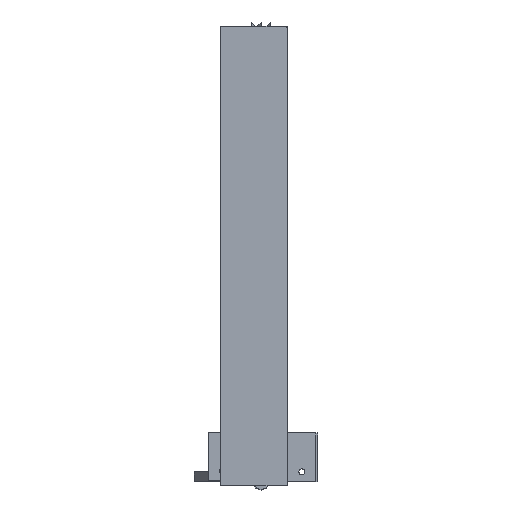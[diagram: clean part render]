
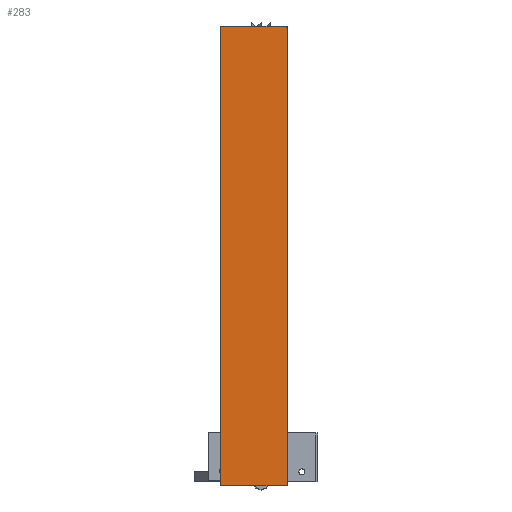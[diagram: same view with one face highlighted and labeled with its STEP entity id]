
A CAD part, left-side view. The second image highlights one B-rep face of the part: STEP entity #283.
In plain terms, the highlighted face is planar.
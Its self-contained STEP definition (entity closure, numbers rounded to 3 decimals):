
#283 = ADVANCED_FACE( '', ( #613 ), #614, .F. );
#613 = FACE_OUTER_BOUND( '', #1176, .T. );
#614 = PLANE( '', #1177 );
#1176 = EDGE_LOOP( '', ( #1744, #1745, #1746, #1747 ) );
#1177 = AXIS2_PLACEMENT_3D( '', #1748, #1749, #1750 );
#1744 = ORIENTED_EDGE( '', *, *, #2554, .F. );
#1745 = ORIENTED_EDGE( '', *, *, #2555, .F. );
#1746 = ORIENTED_EDGE( '', *, *, #2556, .F. );
#1747 = ORIENTED_EDGE( '', *, *, #2557, .F. );
#1748 = CARTESIAN_POINT( '', ( 0., 20., 0. ) );
#1749 = DIRECTION( '', ( 0., -1., 0. ) );
#1750 = DIRECTION( '', ( 0., 0., -1. ) );
#2554 = EDGE_CURVE( '', #2879, #2880, #2881, .T. );
#2555 = EDGE_CURVE( '', #2882, #2879, #2883, .T. );
#2556 = EDGE_CURVE( '', #2884, #2882, #2885, .T. );
#2557 = EDGE_CURVE( '', #2880, #2884, #2886, .T. );
#2879 = VERTEX_POINT( '', #3684 );
#2880 = VERTEX_POINT( '', #3685 );
#2881 = LINE( '', #3686, #3687 );
#2882 = VERTEX_POINT( '', #3688 );
#2883 = LINE( '', #3689, #3690 );
#2884 = VERTEX_POINT( '', #3691 );
#2885 = LINE( '', #3692, #3693 );
#2886 = LINE( '', #3694, #3695 );
#3684 = CARTESIAN_POINT( '', ( 0., 20., 947. ) );
#3685 = CARTESIAN_POINT( '', ( 0., 20., 0. ) );
#3686 = CARTESIAN_POINT( '', ( 0., 20., 947. ) );
#3687 = VECTOR( '', #6598, 1000. );
#3688 = CARTESIAN_POINT( '', ( 138., 20., 947. ) );
#3689 = CARTESIAN_POINT( '', ( 138., 20., 947. ) );
#3690 = VECTOR( '', #6599, 1000. );
#3691 = CARTESIAN_POINT( '', ( 138., 20., 0. ) );
#3692 = CARTESIAN_POINT( '', ( 138., 20., 0. ) );
#3693 = VECTOR( '', #6600, 1000. );
#3694 = CARTESIAN_POINT( '', ( 0., 20., 0. ) );
#3695 = VECTOR( '', #6601, 1000. );
#6598 = DIRECTION( '', ( 0., 0., -1. ) );
#6599 = DIRECTION( '', ( -1., 0., 0. ) );
#6600 = DIRECTION( '', ( 0., 0., 1. ) );
#6601 = DIRECTION( '', ( 1., 0., 0. ) );
